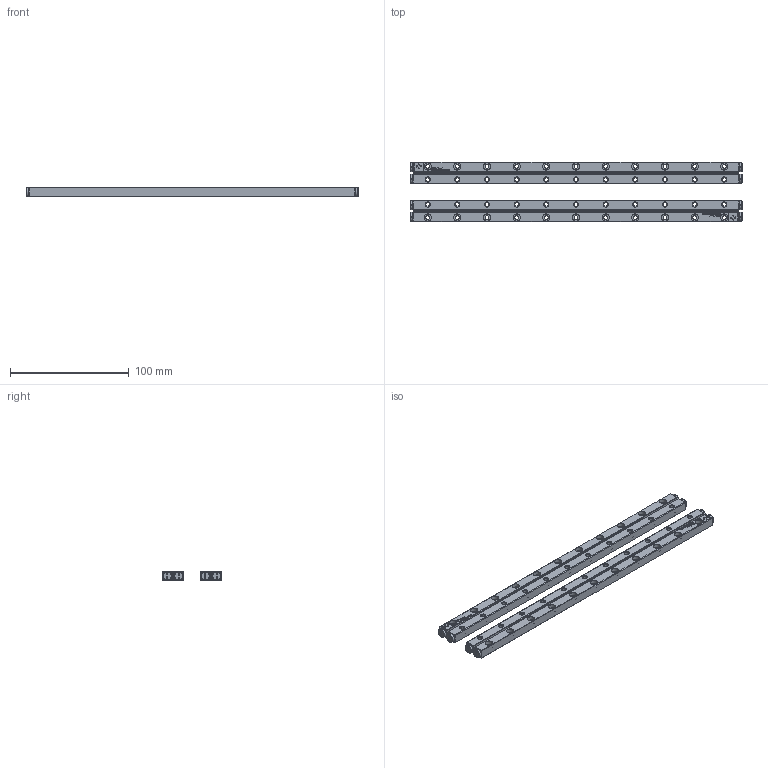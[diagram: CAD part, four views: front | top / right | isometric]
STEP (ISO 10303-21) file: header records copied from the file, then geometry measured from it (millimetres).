
FILE_DESCRIPTION(/* description */ (''),/* implementation_level */ '2;1');
FILE_NAME(/* name */ 'Set RSD-3275x38AA_stp_stp.stp',/* time_stamp */ '2025-05-21T16:00:17+02:00',/* author */ (''),/* organization */ (''),/* preprocessor_version */ 'ST-DEVELOPER v16.7',/* originating_system */ 'SIEMENS PLM Software NX 12.0',/* authorisation */ '');
FILE_SCHEMA (('AUTOMOTIVE_DESIGN { 1 0 10303 214 3 1 1 1 }'));
Products named in the file (1): Set RSD-3275x38AA_stp_stp
Bounding box: 279.47 x 50 x 8 mm (x, y, z)
Volume: 66606.7 mm3; surface area: 50908.9 mm2
Topology: 90 solids, 90 shells, 4288 faces, 11160 edges, 7192 vertices
Faces by surface type: plane 2376, cylinder 1264, bspline 360, cone 288
Full cylindrical faces by diameter (mm): 2.6 x8, 3 x84, 3.2 x8, 3.3 x44, 6 x44, 7.5 x8
Entity records: 137708 total; most frequent: CARTESIAN_POINT 26749, ORIENTED_EDGE 20888, DIRECTION 20374, EDGE_CURVE 10444, VERTEX_POINT 6952, LINE 6868, VECTOR 6868, AXIS2_PLACEMENT_3D 6753
